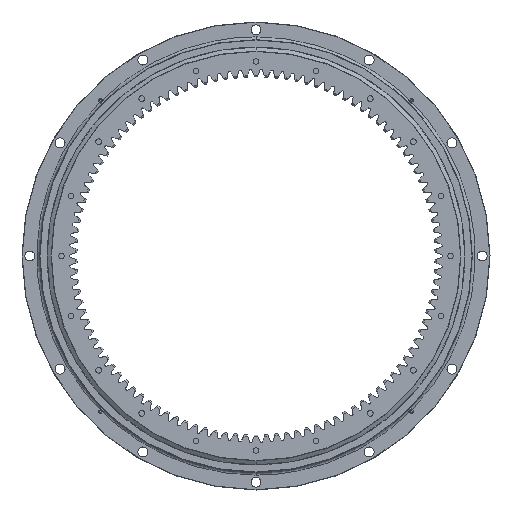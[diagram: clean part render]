
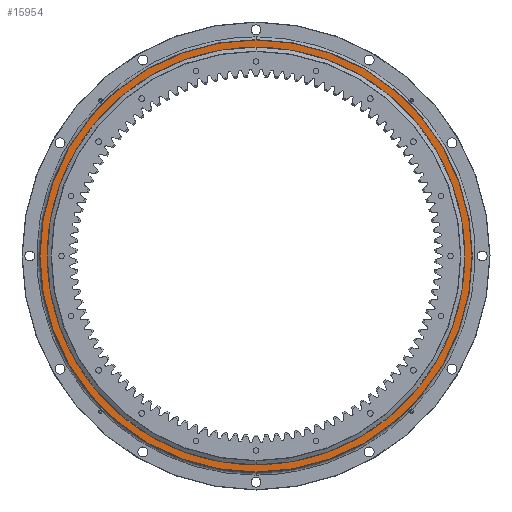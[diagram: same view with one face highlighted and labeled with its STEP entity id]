
A CAD part, front view. The second image highlights one B-rep face of the part: STEP entity #15954.
In plain terms, the highlighted planar face has unit normal (0, -1, 0).
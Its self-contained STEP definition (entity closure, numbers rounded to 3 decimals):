
#617 = AXIS2_PLACEMENT_3D ( 'NONE', #44532, #3185, #19932 ) ;
#2015 = CARTESIAN_POINT ( 'NONE',  ( -372.75, -16.5, 0. ) ) ;
#3110 = CIRCLE ( 'NONE', #617, 373.25 ) ;
#3185 = DIRECTION ( 'NONE',  ( 0., 1., 0. ) ) ;
#5305 = EDGE_LOOP ( 'NONE', ( #25606, #43070 ) ) ;
#7020 = CARTESIAN_POINT ( 'NONE',  ( 0., -16.5, 373.25 ) ) ;
#7976 = VERTEX_POINT ( 'NONE', #40410 ) ;
#13018 = EDGE_LOOP ( 'NONE', ( #33048, #29626 ) ) ;
#14656 = VERTEX_POINT ( 'NONE', #20726 ) ;
#15152 = AXIS2_PLACEMENT_3D ( 'NONE', #34012, #20218, #37525 ) ;
#15954 = ADVANCED_FACE ( 'NONE', ( #19879, #17717 ), #29212, .T. ) ;
#17642 = CIRCLE ( 'NONE', #15152, 391.5 ) ;
#17717 = FACE_BOUND ( 'NONE', #13018, .T. ) ;
#17780 = DIRECTION ( 'NONE',  ( 0., 0., -1. ) ) ;
#18774 = CARTESIAN_POINT ( 'NONE',  ( 0., -16.5, 0. ) ) ;
#19707 = VERTEX_POINT ( 'NONE', #24536 ) ;
#19879 = FACE_OUTER_BOUND ( 'NONE', #5305, .T. ) ;
#19916 = AXIS2_PLACEMENT_3D ( 'NONE', #41774, #20797, #17780 ) ;
#19932 = DIRECTION ( 'NONE',  ( 0., 0., -1. ) ) ;
#20218 = DIRECTION ( 'NONE',  ( 0., 1., 0. ) ) ;
#20726 = CARTESIAN_POINT ( 'NONE',  ( 0., -16.5, -391.5 ) ) ;
#20797 = DIRECTION ( 'NONE',  ( 0., 1., 0. ) ) ;
#22510 = DIRECTION ( 'NONE',  ( 0., -1., 0. ) ) ;
#22873 = AXIS2_PLACEMENT_3D ( 'NONE', #18774, #36348, #43076 ) ;
#24536 = CARTESIAN_POINT ( 'NONE',  ( 0., -16.5, -373.25 ) ) ;
#25606 = ORIENTED_EDGE ( 'NONE', *, *, #39669, .F. ) ;
#26666 = EDGE_CURVE ( 'NONE', #19707, #38382, #28014, .T. ) ;
#27830 = CIRCLE ( 'NONE', #22873, 391.5 ) ;
#28014 = CIRCLE ( 'NONE', #19916, 373.25 ) ;
#28739 = EDGE_CURVE ( 'NONE', #14656, #7976, #27830, .T. ) ;
#29212 = PLANE ( 'NONE',  #41951 ) ;
#29626 = ORIENTED_EDGE ( 'NONE', *, *, #42763, .T. ) ;
#33048 = ORIENTED_EDGE ( 'NONE', *, *, #26666, .T. ) ;
#34012 = CARTESIAN_POINT ( 'NONE',  ( 0., -16.5, 0. ) ) ;
#36348 = DIRECTION ( 'NONE',  ( 0., 1., 0. ) ) ;
#37525 = DIRECTION ( 'NONE',  ( 0., 0., 1. ) ) ;
#38382 = VERTEX_POINT ( 'NONE', #7020 ) ;
#39669 = EDGE_CURVE ( 'NONE', #7976, #14656, #17642, .T. ) ;
#39994 = DIRECTION ( 'NONE',  ( 0., 0., -1. ) ) ;
#40410 = CARTESIAN_POINT ( 'NONE',  ( 0., -16.5, 391.5 ) ) ;
#41774 = CARTESIAN_POINT ( 'NONE',  ( 0., -16.5, 0. ) ) ;
#41951 = AXIS2_PLACEMENT_3D ( 'NONE', #2015, #22510, #39994 ) ;
#42763 = EDGE_CURVE ( 'NONE', #38382, #19707, #3110, .T. ) ;
#43070 = ORIENTED_EDGE ( 'NONE', *, *, #28739, .F. ) ;
#43076 = DIRECTION ( 'NONE',  ( 0., 0., 1. ) ) ;
#44532 = CARTESIAN_POINT ( 'NONE',  ( 0., -16.5, 0. ) ) ;
